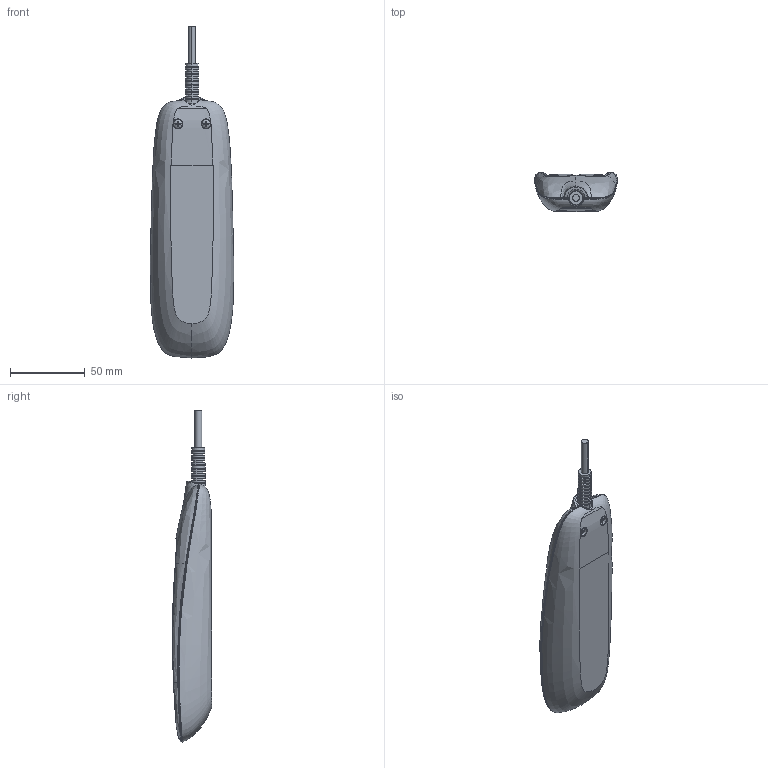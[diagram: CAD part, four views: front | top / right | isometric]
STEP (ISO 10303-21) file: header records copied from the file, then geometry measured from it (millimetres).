
FILE_DESCRIPTION (( 'STEP AP203' ), '1' );
FILE_NAME ('Styleline.STEP', '2013-06-25T11:08:39', ( 'admin' ), ( 'Hewlett-Packard Company' ), 'SwSTEP 2.0', 'SolidWorks 2012', '' );
FILE_SCHEMA (( 'CONFIG_CONTROL_DESIGN' ));
Products named in the file (1): Styleline
Bounding box: 55.97 x 26.25 x 222.65 mm (x, y, z)
Volume: 170197.2 mm3; surface area: 27303.6 mm2
Topology: 1 solids, 1 shells, 761 faces, 1912 edges, 1183 vertices
Faces by surface type: bspline 429, plane 140, cylinder 100, cone 81, sphere 7, torus 4
Entity records: 68980 total; most frequent: CARTESIAN_POINT 54014, ORIENTED_EDGE 3800, DIRECTION 2096, EDGE_CURVE 1900, VERTEX_POINT 1177, B_SPLINE_CURVE_WITH_KNOTS 906, AXIS2_PLACEMENT_3D 861, EDGE_LOOP 795
